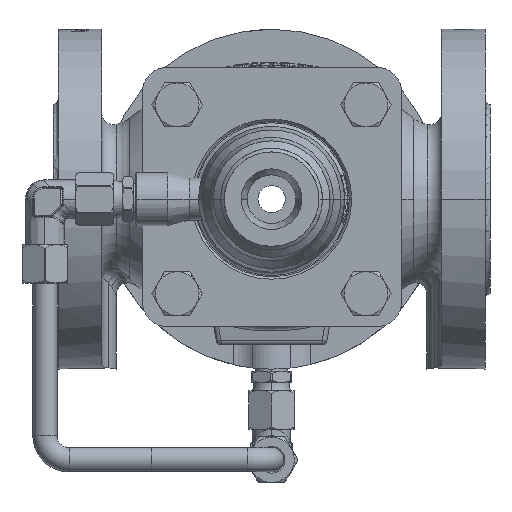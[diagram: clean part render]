
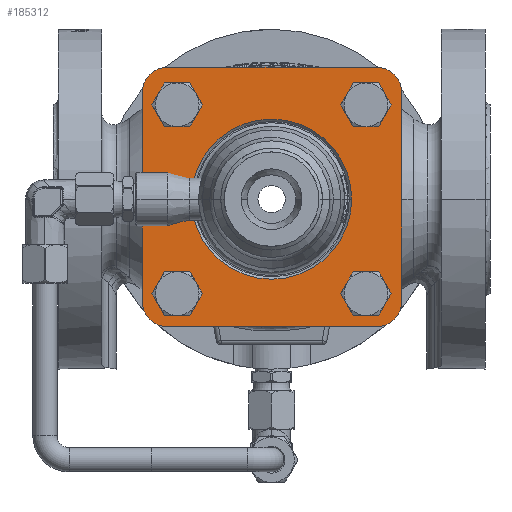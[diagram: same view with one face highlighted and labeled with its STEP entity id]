
A CAD part, front view. The second image highlights one B-rep face of the part: STEP entity #185312.
In plain terms, the highlighted planar face has unit normal (0, -1, 0).
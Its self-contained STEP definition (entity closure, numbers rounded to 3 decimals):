
#159540=CARTESIAN_POINT('',(-43.559,141.,42.462));
#159541=DIRECTION('',(0.,1.,0.));
#159542=DIRECTION('',(-1.,0.,0.));
#159543=AXIS2_PLACEMENT_3D('',#159540,#159541,#159542);
#159545=DIRECTION('',(1.,0.,0.));
#159546=VECTOR('',#159545,86.767);
#159547=CARTESIAN_POINT('',(-43.559,141.,52.462));
#159548=LINE('',#159547,#159546);
#159549=CARTESIAN_POINT('',(43.208,141.,42.462));
#159550=DIRECTION('',(0.,1.,0.));
#159551=DIRECTION('',(0.,0.,1.));
#159552=AXIS2_PLACEMENT_3D('',#159549,#159550,#159551);
#159554=DIRECTION('',(0.,0.,-1.));
#159555=VECTOR('',#159554,86.767);
#159556=CARTESIAN_POINT('',(53.208,141.,42.462));
#159557=LINE('',#159556,#159555);
#159558=CARTESIAN_POINT('',(43.208,141.,-44.305));
#159559=DIRECTION('',(0.,1.,0.));
#159560=DIRECTION('',(1.,0.,0.));
#159561=AXIS2_PLACEMENT_3D('',#159558,#159559,#159560);
#159563=DIRECTION('',(-1.,0.,0.));
#159564=VECTOR('',#159563,86.767);
#159565=CARTESIAN_POINT('',(43.208,141.,-54.305));
#159566=LINE('',#159565,#159564);
#159567=CARTESIAN_POINT('',(-43.559,141.,-44.305));
#159568=DIRECTION('',(0.,1.,0.));
#159569=DIRECTION('',(0.,0.,-1.));
#159570=AXIS2_PLACEMENT_3D('',#159567,#159568,#159569);
#159572=DIRECTION('',(0.,0.,1.));
#159573=VECTOR('',#159572,86.767);
#159574=CARTESIAN_POINT('',(-53.559,141.,-44.305));
#159575=LINE('',#159574,#159573);
#159576=CARTESIAN_POINT('',(38.891,141.,-38.891));
#159577=DIRECTION('',(0.,-1.,0.));
#159578=DIRECTION('',(-1.,0.,0.));
#159579=AXIS2_PLACEMENT_3D('',#159576,#159577,#159578);
#159581=CARTESIAN_POINT('',(38.891,141.,-38.891));
#159582=DIRECTION('',(0.,-1.,0.));
#159583=DIRECTION('',(1.,0.,0.));
#159584=AXIS2_PLACEMENT_3D('',#159581,#159582,#159583);
#159586=CARTESIAN_POINT('',(-38.891,141.,38.891));
#159587=DIRECTION('',(0.,-1.,0.));
#159588=DIRECTION('',(-1.,0.,0.));
#159589=AXIS2_PLACEMENT_3D('',#159586,#159587,#159588);
#159591=CARTESIAN_POINT('',(-38.891,141.,38.891));
#159592=DIRECTION('',(0.,-1.,0.));
#159593=DIRECTION('',(1.,0.,0.));
#159594=AXIS2_PLACEMENT_3D('',#159591,#159592,#159593);
#159596=CARTESIAN_POINT('',(-38.891,141.,-38.891));
#159597=DIRECTION('',(0.,-1.,0.));
#159598=DIRECTION('',(-1.,0.,0.));
#159599=AXIS2_PLACEMENT_3D('',#159596,#159597,#159598);
#159601=CARTESIAN_POINT('',(-38.891,141.,-38.891));
#159602=DIRECTION('',(0.,-1.,0.));
#159603=DIRECTION('',(1.,0.,0.));
#159604=AXIS2_PLACEMENT_3D('',#159601,#159602,#159603);
#159606=CARTESIAN_POINT('',(38.891,141.,38.891));
#159607=DIRECTION('',(0.,-1.,0.));
#159608=DIRECTION('',(-1.,0.,0.));
#159609=AXIS2_PLACEMENT_3D('',#159606,#159607,#159608);
#159611=CARTESIAN_POINT('',(38.891,141.,38.891));
#159612=DIRECTION('',(0.,-1.,0.));
#159613=DIRECTION('',(1.,0.,0.));
#159614=AXIS2_PLACEMENT_3D('',#159611,#159612,#159613);
#159616=CARTESIAN_POINT('',(0.,141.,
0.));
#159617=DIRECTION('',(0.,-1.,0.));
#159618=DIRECTION('',(-1.,0.,0.));
#159619=AXIS2_PLACEMENT_3D('',#159616,#159617,#159618);
#159621=CARTESIAN_POINT('',(0.,141.,
0.));
#159622=DIRECTION('',(0.,-1.,0.));
#159623=DIRECTION('',(0.,0.,-1.));
#159624=AXIS2_PLACEMENT_3D('',#159621,#159622,#159623);
#159626=CARTESIAN_POINT('',(0.,141.,
0.));
#159627=DIRECTION('',(0.,-1.,0.));
#159628=DIRECTION('',(1.,0.,0.));
#159629=AXIS2_PLACEMENT_3D('',#159626,#159627,#159628);
#159631=CARTESIAN_POINT('',(0.,141.,
0.));
#159632=DIRECTION('',(0.,-1.,0.));
#159633=DIRECTION('',(0.,0.,1.));
#159634=AXIS2_PLACEMENT_3D('',#159631,#159632,#159633);
#181010=CARTESIAN_POINT('',(45.891,141.,38.891));
#181011=VERTEX_POINT('',#181010);
#181012=CARTESIAN_POINT('',(31.891,141.,38.891));
#181013=VERTEX_POINT('',#181012);
#181014=CARTESIAN_POINT('',(-53.559,141.,42.462));
#181015=CARTESIAN_POINT('',(-43.559,141.,52.462));
#181016=VERTEX_POINT('',#181014);
#181017=VERTEX_POINT('',#181015);
#181018=CARTESIAN_POINT('',(43.208,141.,52.462));
#181019=VERTEX_POINT('',#181018);
#181020=CARTESIAN_POINT('',(53.208,141.,42.462));
#181021=VERTEX_POINT('',#181020);
#181022=CARTESIAN_POINT('',(53.208,141.,-44.305));
#181023=VERTEX_POINT('',#181022);
#181024=CARTESIAN_POINT('',(43.208,141.,-54.305));
#181025=VERTEX_POINT('',#181024);
#181026=CARTESIAN_POINT('',(-43.559,141.,-54.305));
#181027=VERTEX_POINT('',#181026);
#181028=CARTESIAN_POINT('',(-53.559,141.,-44.305));
#181029=VERTEX_POINT('',#181028);
#181030=CARTESIAN_POINT('',(31.891,141.,-38.891));
#181031=CARTESIAN_POINT('',(45.891,141.,-38.891));
#181032=VERTEX_POINT('',#181030);
#181033=VERTEX_POINT('',#181031);
#181034=CARTESIAN_POINT('',(-45.891,141.,38.891));
#181035=CARTESIAN_POINT('',(-31.891,141.,38.891));
#181036=VERTEX_POINT('',#181034);
#181037=VERTEX_POINT('',#181035);
#181038=CARTESIAN_POINT('',(-45.891,141.,-38.891));
#181039=CARTESIAN_POINT('',(-31.891,141.,-38.891));
#181040=VERTEX_POINT('',#181038);
#181041=VERTEX_POINT('',#181039);
#181042=CARTESIAN_POINT('',(0.,141.,
-33.));
#181043=CARTESIAN_POINT('',(33.,141.,
0.));
#181044=VERTEX_POINT('',#181042);
#181045=VERTEX_POINT('',#181043);
#181046=CARTESIAN_POINT('',(-33.,141.,
0.));
#181047=VERTEX_POINT('',#181046);
#181048=CARTESIAN_POINT('',(0.,141.,
33.));
#181049=VERTEX_POINT('',#181048);
#185257=CARTESIAN_POINT('',(0.,141.,0.));
#185258=DIRECTION('',(0.,-1.,0.));
#185259=DIRECTION('',(1.,0.,0.));
#185260=AXIS2_PLACEMENT_3D('',#185257,#185258,#185259);
#185261=PLANE('',#185260);
#185263=ORIENTED_EDGE('',*,*,#185262,.T.);
#185265=ORIENTED_EDGE('',*,*,#185264,.T.);
#185267=ORIENTED_EDGE('',*,*,#185266,.T.);
#185269=ORIENTED_EDGE('',*,*,#185268,.T.);
#185271=ORIENTED_EDGE('',*,*,#185270,.T.);
#185273=ORIENTED_EDGE('',*,*,#185272,.T.);
#185275=ORIENTED_EDGE('',*,*,#185274,.T.);
#185277=ORIENTED_EDGE('',*,*,#185276,.T.);
#185278=EDGE_LOOP('',(#185263,#185265,#185267,#185269,#185271,#185273,#185275,
#185277));
#185279=FACE_OUTER_BOUND('',#185278,.F.);
#185281=ORIENTED_EDGE('',*,*,#185280,.T.);
#185283=ORIENTED_EDGE('',*,*,#185282,.T.);
#185284=EDGE_LOOP('',(#185281,#185283));
#185285=FACE_BOUND('',#185284,.F.);
#185287=ORIENTED_EDGE('',*,*,#185286,.T.);
#185289=ORIENTED_EDGE('',*,*,#185288,.T.);
#185290=EDGE_LOOP('',(#185287,#185289));
#185291=FACE_BOUND('',#185290,.F.);
#185293=ORIENTED_EDGE('',*,*,#185292,.T.);
#185295=ORIENTED_EDGE('',*,*,#185294,.T.);
#185296=EDGE_LOOP('',(#185293,#185295));
#185297=FACE_BOUND('',#185296,.F.);
#185299=ORIENTED_EDGE('',*,*,#185298,.T.);
#185301=ORIENTED_EDGE('',*,*,#185300,.T.);
#185302=EDGE_LOOP('',(#185299,#185301));
#185303=FACE_BOUND('',#185302,.F.);
#185304=ORIENTED_EDGE('',*,*,#185246,.T.);
#185305=ORIENTED_EDGE('',*,*,#185244,.T.);
#185307=ORIENTED_EDGE('',*,*,#185306,.T.);
#185309=ORIENTED_EDGE('',*,*,#185308,.T.);
#185310=EDGE_LOOP('',(#185304,#185305,#185307,#185309));
#185311=FACE_BOUND('',#185310,.F.);
#185312=ADVANCED_FACE('',(#185279,#185285,#185291,#185297,#185303,#185311),
#185261,.T.);
#159544=CIRCLE('',#159543,10.);
#159553=CIRCLE('',#159552,10.);
#159562=CIRCLE('',#159561,10.);
#159571=CIRCLE('',#159570,10.);
#159580=CIRCLE('',#159579,7.);
#159585=CIRCLE('',#159584,7.);
#159590=CIRCLE('',#159589,7.);
#159595=CIRCLE('',#159594,7.);
#159600=CIRCLE('',#159599,7.);
#159605=CIRCLE('',#159604,7.);
#159610=CIRCLE('',#159609,7.);
#159615=CIRCLE('',#159614,7.);
#159620=CIRCLE('',#159619,33.);
#159625=CIRCLE('',#159624,33.);
#159630=CIRCLE('',#159629,33.);
#159635=CIRCLE('',#159634,33.);
#185244=EDGE_CURVE('',#181044,#181045,#159625,.T.);
#185246=EDGE_CURVE('',#181047,#181044,#159620,.T.);
#185262=EDGE_CURVE('',#181016,#181017,#159544,.T.);
#185264=EDGE_CURVE('',#181017,#181019,#159548,.T.);
#185266=EDGE_CURVE('',#181019,#181021,#159553,.T.);
#185268=EDGE_CURVE('',#181021,#181023,#159557,.T.);
#185270=EDGE_CURVE('',#181023,#181025,#159562,.T.);
#185272=EDGE_CURVE('',#181025,#181027,#159566,.T.);
#185274=EDGE_CURVE('',#181027,#181029,#159571,.T.);
#185276=EDGE_CURVE('',#181029,#181016,#159575,.T.);
#185280=EDGE_CURVE('',#181032,#181033,#159580,.T.);
#185282=EDGE_CURVE('',#181033,#181032,#159585,.T.);
#185286=EDGE_CURVE('',#181036,#181037,#159590,.T.);
#185288=EDGE_CURVE('',#181037,#181036,#159595,.T.);
#185292=EDGE_CURVE('',#181040,#181041,#159600,.T.);
#185294=EDGE_CURVE('',#181041,#181040,#159605,.T.);
#185298=EDGE_CURVE('',#181013,#181011,#159610,.T.);
#185300=EDGE_CURVE('',#181011,#181013,#159615,.T.);
#185306=EDGE_CURVE('',#181045,#181049,#159630,.T.);
#185308=EDGE_CURVE('',#181049,#181047,#159635,.T.);
